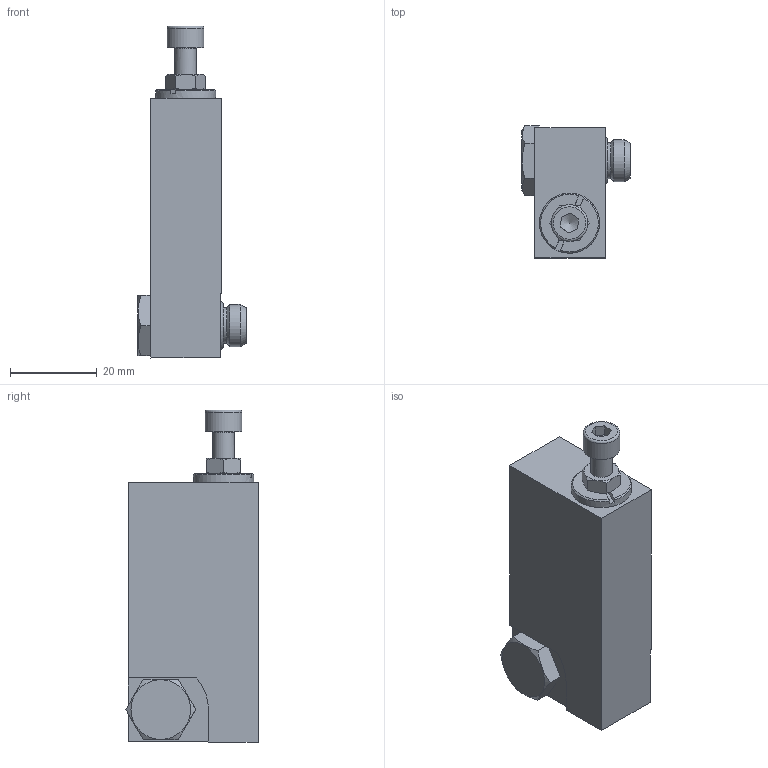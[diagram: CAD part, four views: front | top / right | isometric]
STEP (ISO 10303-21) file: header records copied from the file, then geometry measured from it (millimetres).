
FILE_DESCRIPTION(/* description */ (''),/* implementation_level */ '2;1');
FILE_NAME(/* name */ 'ADWI18.stp',/* time_stamp */ '2018-10-29T15:10:44+01:00',/* author */ ('donadda1'),/* organization */ ('Pneumax S.p.A.'),/* preprocessor_version */ 'ST-DEVELOPER v17',/* originating_system */ 'Autodesk Inventor 2019',/* authorisation */ '');
FILE_SCHEMA (('AUTOMOTIVE_DESIGN { 1 0 10303 214 3 1 1 }'));
Length unit declared in the file: millimetre
Products named in the file (1): ADWI18
Bounding box: 25 x 30.58 x 76.7 mm (x, y, z)
Volume: 30332.9 mm3; surface area: 7714.6 mm2
Topology: 1 solids, 1 shells, 82 faces, 222 edges, 145 vertices
Faces by surface type: plane 46, cone 24, cylinder 9, torus 3
Full cylindrical faces by diameter (mm): 5 x2, 5.5 x1, 8.3 x1, 8.5 x1, 8.566 x1, 9.728 x1, 13.9 x1
Entity records: 2710 total; most frequent: CARTESIAN_POINT 539, ORIENTED_EDGE 442, DIRECTION 420, EDGE_CURVE 221, AXIS2_PLACEMENT_3D 161, VERTEX_POINT 145, LINE 98, VECTOR 98
